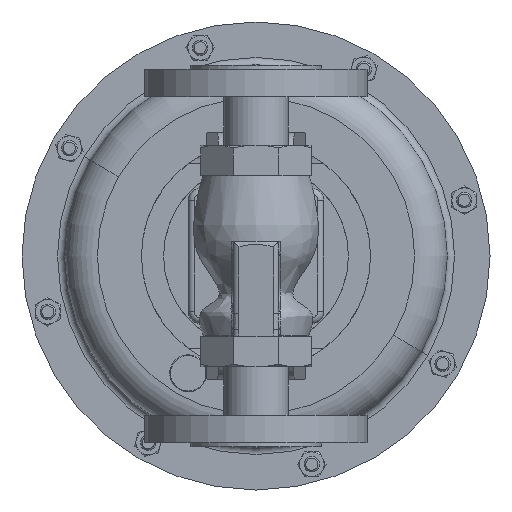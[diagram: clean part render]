
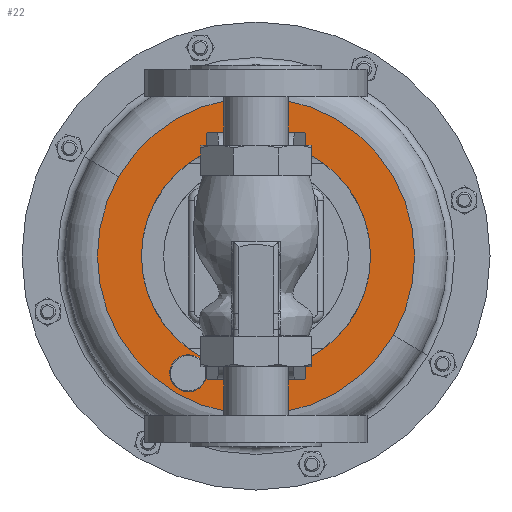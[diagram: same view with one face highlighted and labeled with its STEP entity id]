
A CAD part, front view. The second image highlights one B-rep face of the part: STEP entity #22.
In plain terms, the highlighted planar face has unit normal (0, -1, 0).
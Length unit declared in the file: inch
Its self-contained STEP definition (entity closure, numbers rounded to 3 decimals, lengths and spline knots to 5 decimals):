
#10 = DIRECTION ( 'NONE',  ( 0., 1., 0. ) ) ;
#22 = ADVANCED_FACE ( 'NONE', ( #13662, #4998, #18033 ), #6838, .T. ) ;
#157 = CARTESIAN_POINT ( 'NONE',  ( -1.375, 7.835, -4.63157 ) ) ;
#455 = DIRECTION ( 'NONE',  ( 0., 1., 0. ) ) ;
#589 = DIRECTION ( 'NONE',  ( 0., 1., 0. ) ) ;
#598 = CARTESIAN_POINT ( 'NONE',  ( -1.17631, 7.835, -4.9496 ) ) ;
#684 = ORIENTED_EDGE ( 'NONE', *, *, #19059, .F. ) ;
#731 = DIRECTION ( 'NONE',  ( 0., 1., 0. ) ) ;
#1722 = VERTEX_POINT ( 'NONE', #21392 ) ;
#1801 = CIRCLE ( 'NONE', #8873, 3.219 ) ;
#1886 = DIRECTION ( 'NONE',  ( 0.53, 0., -0.848 ) ) ;
#2127 = VERTEX_POINT ( 'NONE', #11864 ) ;
#3312 = EDGE_CURVE ( 'NONE', #6557, #16796, #18810, .T. ) ;
#4376 = EDGE_LOOP ( 'NONE', ( #14900, #6873 ) ) ;
#4400 = CIRCLE ( 'NONE', #14006, 2.325 ) ;
#4998 = FACE_OUTER_BOUND ( 'NONE', #10534, .T. ) ;
#6501 = DIRECTION ( 'NONE',  ( 0., 1., 0. ) ) ;
#6557 = VERTEX_POINT ( 'NONE', #9331 ) ;
#6761 = CARTESIAN_POINT ( 'NONE',  ( -1.6095, 7.835, -5.03774 ) ) ;
#6776 = AXIS2_PLACEMENT_3D ( 'NONE', #157, #12019, #1886 ) ;
#6838 = PLANE ( 'NONE',  #8065 ) ;
#6873 = ORIENTED_EDGE ( 'NONE', *, *, #19592, .T. ) ;
#6986 = DIRECTION ( 'NONE',  ( -0.866, 0., 0.5 ) ) ;
#7059 = DIRECTION ( 'NONE',  ( 0., -1., 0. ) ) ;
#7384 = EDGE_CURVE ( 'NONE', #16796, #6557, #8000, .T. ) ;
#8000 = CIRCLE ( 'NONE', #6776, 0.375 ) ;
#8065 = AXIS2_PLACEMENT_3D ( 'NONE', #6761, #7059, #6986 ) ;
#8873 = AXIS2_PLACEMENT_3D ( 'NONE', #10654, #455, #12304 ) ;
#9331 = CARTESIAN_POINT ( 'NONE',  ( -1.57369, 7.835, -4.31354 ) ) ;
#9668 = EDGE_LOOP ( 'NONE', ( #15475, #21547 ) ) ;
#10245 = CARTESIAN_POINT ( 'NONE',  ( 0., 7.835, -2.25 ) ) ;
#10534 = EDGE_LOOP ( 'NONE', ( #19660, #684 ) ) ;
#10654 = CARTESIAN_POINT ( 'NONE',  ( 0., 7.835, -2.25 ) ) ;
#10791 = CARTESIAN_POINT ( 'NONE',  ( 0., 7.835, -2.25 ) ) ;
#10920 = CARTESIAN_POINT ( 'NONE',  ( -1.375, 7.835, -4.63157 ) ) ;
#11279 = CARTESIAN_POINT ( 'NONE',  ( -2.78774, 7.835, -0.6405 ) ) ;
#11864 = CARTESIAN_POINT ( 'NONE',  ( 0., 7.835, -4.575 ) ) ;
#11893 = DIRECTION ( 'NONE',  ( 0., 0., -1. ) ) ;
#12019 = DIRECTION ( 'NONE',  ( 0., 1., 0. ) ) ;
#12304 = DIRECTION ( 'NONE',  ( 0.866, 0., -0.5 ) ) ;
#12373 = CIRCLE ( 'NONE', #12464, 2.325 ) ;
#12437 = DIRECTION ( 'NONE',  ( 0., 0., -1. ) ) ;
#12464 = AXIS2_PLACEMENT_3D ( 'NONE', #10245, #10, #11893 ) ;
#12569 = DIRECTION ( 'NONE',  ( 0.53, 0., -0.848 ) ) ;
#12571 = AXIS2_PLACEMENT_3D ( 'NONE', #10920, #731, #12569 ) ;
#12951 = CARTESIAN_POINT ( 'NONE',  ( 2.78774, 7.835, -3.8595 ) ) ;
#13200 = EDGE_CURVE ( 'NONE', #21553, #14342, #17937, .T. ) ;
#13489 = EDGE_CURVE ( 'NONE', #2127, #1722, #4400, .T. ) ;
#13662 = FACE_BOUND ( 'NONE', #4376, .T. ) ;
#14006 = AXIS2_PLACEMENT_3D ( 'NONE', #10791, #589, #12437 ) ;
#14342 = VERTEX_POINT ( 'NONE', #11279 ) ;
#14900 = ORIENTED_EDGE ( 'NONE', *, *, #13489, .T. ) ;
#15475 = ORIENTED_EDGE ( 'NONE', *, *, #7384, .T. ) ;
#16425 = CARTESIAN_POINT ( 'NONE',  ( 0., 7.835, -2.25 ) ) ;
#16796 = VERTEX_POINT ( 'NONE', #598 ) ;
#17937 = CIRCLE ( 'NONE', #19934, 3.219 ) ;
#18033 = FACE_BOUND ( 'NONE', #9668, .T. ) ;
#18088 = DIRECTION ( 'NONE',  ( 0.866, 0., -0.5 ) ) ;
#18810 = CIRCLE ( 'NONE', #12571, 0.375 ) ;
#19059 = EDGE_CURVE ( 'NONE', #14342, #21553, #1801, .T. ) ;
#19592 = EDGE_CURVE ( 'NONE', #1722, #2127, #12373, .T. ) ;
#19660 = ORIENTED_EDGE ( 'NONE', *, *, #13200, .F. ) ;
#19934 = AXIS2_PLACEMENT_3D ( 'NONE', #16425, #6501, #18088 ) ;
#21392 = CARTESIAN_POINT ( 'NONE',  ( 0., 7.835, 0.075 ) ) ;
#21547 = ORIENTED_EDGE ( 'NONE', *, *, #3312, .T. ) ;
#21553 = VERTEX_POINT ( 'NONE', #12951 ) ;
